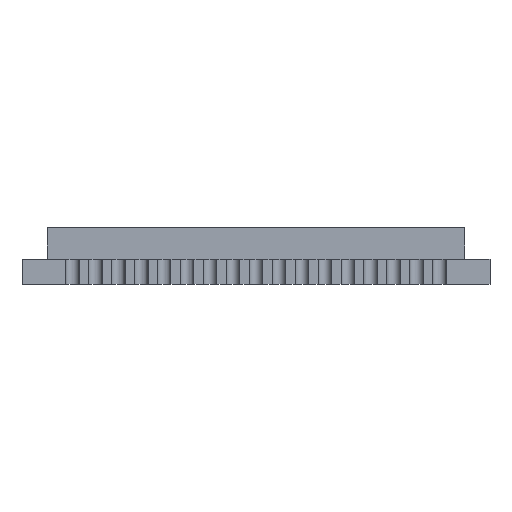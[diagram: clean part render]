
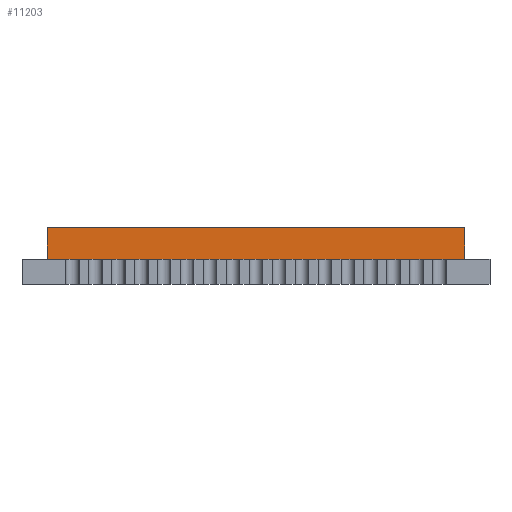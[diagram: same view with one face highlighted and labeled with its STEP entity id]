
A CAD part, front view. The second image highlights one B-rep face of the part: STEP entity #11203.
In plain terms, the highlighted planar face has unit normal (0, -1, 0).
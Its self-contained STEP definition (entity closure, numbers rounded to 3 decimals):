
#4028 = PLANE('',#4029);
#4029 = AXIS2_PLACEMENT_3D('',#4030,#4031,#4032);
#4030 = CARTESIAN_POINT('',(0.,0.065,1.2));
#4031 = DIRECTION('',(0.,0.,1.));
#4032 = DIRECTION('',(1.,0.,-0.));
#7312 = EDGE_CURVE('',#7313,#7315,#7317,.T.);
#7313 = VERTEX_POINT('',#7314);
#7314 = CARTESIAN_POINT('',(-10.,-10.,1.2));
#7315 = VERTEX_POINT('',#7316);
#7316 = CARTESIAN_POINT('',(10.,-10.,1.2));
#7317 = SURFACE_CURVE('',#7318,(#7322,#7329),.PCURVE_S1.);
#7318 = LINE('',#7319,#7320);
#7319 = CARTESIAN_POINT('',(-10.,-10.,1.2));
#7320 = VECTOR('',#7321,1.);
#7321 = DIRECTION('',(1.,0.,0.));
#7322 = PCURVE('',#4028,#7323);
#7323 = DEFINITIONAL_REPRESENTATION('',(#7324),#7328);
#7324 = LINE('',#7325,#7326);
#7325 = CARTESIAN_POINT('',(-10.,-10.065));
#7326 = VECTOR('',#7327,1.);
#7327 = DIRECTION('',(1.,0.));
#7328 = ( GEOMETRIC_REPRESENTATION_CONTEXT(2) 
PARAMETRIC_REPRESENTATION_CONTEXT() REPRESENTATION_CONTEXT('2D SPACE',''
  ) );
#7329 = PCURVE('',#7330,#7335);
#7330 = PLANE('',#7331);
#7331 = AXIS2_PLACEMENT_3D('',#7332,#7333,#7334);
#7332 = CARTESIAN_POINT('',(0.,-10.,1.95));
#7333 = DIRECTION('',(0.,-1.,0.));
#7334 = DIRECTION('',(1.,0.,0.));
#7335 = DEFINITIONAL_REPRESENTATION('',(#7336),#7340);
#7336 = LINE('',#7337,#7338);
#7337 = CARTESIAN_POINT('',(-10.,-0.75));
#7338 = VECTOR('',#7339,1.);
#7339 = DIRECTION('',(1.,0.));
#7340 = ( GEOMETRIC_REPRESENTATION_CONTEXT(2) 
PARAMETRIC_REPRESENTATION_CONTEXT() REPRESENTATION_CONTEXT('2D SPACE',''
  ) );
#7358 = PLANE('',#7359);
#7359 = AXIS2_PLACEMENT_3D('',#7360,#7361,#7362);
#7360 = CARTESIAN_POINT('',(-10.,0.,1.95));
#7361 = DIRECTION('',(-1.,0.,0.));
#7362 = DIRECTION('',(0.,-1.,0.));
#7412 = PLANE('',#7413);
#7413 = AXIS2_PLACEMENT_3D('',#7414,#7415,#7416);
#7414 = CARTESIAN_POINT('',(10.,0.,1.95));
#7415 = DIRECTION('',(1.,0.,0.));
#7416 = DIRECTION('',(-0.,1.,0.));
#11203 = ADVANCED_FACE('',(#11204),#7330,.T.);
#11204 = FACE_BOUND('',#11205,.T.);
#11205 = EDGE_LOOP('',(#11206,#11207,#11230,#11258));
#11206 = ORIENTED_EDGE('',*,*,#7312,.T.);
#11207 = ORIENTED_EDGE('',*,*,#11208,.T.);
#11208 = EDGE_CURVE('',#7315,#11209,#11211,.T.);
#11209 = VERTEX_POINT('',#11210);
#11210 = CARTESIAN_POINT('',(10.,-10.,2.7));
#11211 = SURFACE_CURVE('',#11212,(#11216,#11223),.PCURVE_S1.);
#11212 = LINE('',#11213,#11214);
#11213 = CARTESIAN_POINT('',(10.,-10.,1.2));
#11214 = VECTOR('',#11215,1.);
#11215 = DIRECTION('',(0.,0.,1.));
#11216 = PCURVE('',#7330,#11217);
#11217 = DEFINITIONAL_REPRESENTATION('',(#11218),#11222);
#11218 = LINE('',#11219,#11220);
#11219 = CARTESIAN_POINT('',(10.,-0.75));
#11220 = VECTOR('',#11221,1.);
#11221 = DIRECTION('',(0.,1.));
#11222 = ( GEOMETRIC_REPRESENTATION_CONTEXT(2) 
PARAMETRIC_REPRESENTATION_CONTEXT() REPRESENTATION_CONTEXT('2D SPACE',''
  ) );
#11223 = PCURVE('',#7412,#11224);
#11224 = DEFINITIONAL_REPRESENTATION('',(#11225),#11229);
#11225 = LINE('',#11226,#11227);
#11226 = CARTESIAN_POINT('',(-10.,-0.75));
#11227 = VECTOR('',#11228,1.);
#11228 = DIRECTION('',(0.,1.));
#11229 = ( GEOMETRIC_REPRESENTATION_CONTEXT(2) 
PARAMETRIC_REPRESENTATION_CONTEXT() REPRESENTATION_CONTEXT('2D SPACE',''
  ) );
#11230 = ORIENTED_EDGE('',*,*,#11231,.F.);
#11231 = EDGE_CURVE('',#11232,#11209,#11234,.T.);
#11232 = VERTEX_POINT('',#11233);
#11233 = CARTESIAN_POINT('',(-10.,-10.,2.7));
#11234 = SURFACE_CURVE('',#11235,(#11239,#11246),.PCURVE_S1.);
#11235 = LINE('',#11236,#11237);
#11236 = CARTESIAN_POINT('',(-10.,-10.,2.7));
#11237 = VECTOR('',#11238,1.);
#11238 = DIRECTION('',(1.,0.,0.));
#11239 = PCURVE('',#7330,#11240);
#11240 = DEFINITIONAL_REPRESENTATION('',(#11241),#11245);
#11241 = LINE('',#11242,#11243);
#11242 = CARTESIAN_POINT('',(-10.,0.75));
#11243 = VECTOR('',#11244,1.);
#11244 = DIRECTION('',(1.,0.));
#11245 = ( GEOMETRIC_REPRESENTATION_CONTEXT(2) 
PARAMETRIC_REPRESENTATION_CONTEXT() REPRESENTATION_CONTEXT('2D SPACE',''
  ) );
#11246 = PCURVE('',#11247,#11252);
#11247 = PLANE('',#11248);
#11248 = AXIS2_PLACEMENT_3D('',#11249,#11250,#11251);
#11249 = CARTESIAN_POINT('',(0.,0.,2.7));
#11250 = DIRECTION('',(0.,0.,1.));
#11251 = DIRECTION('',(1.,0.,0.));
#11252 = DEFINITIONAL_REPRESENTATION('',(#11253),#11257);
#11253 = LINE('',#11254,#11255);
#11254 = CARTESIAN_POINT('',(-10.,-10.));
#11255 = VECTOR('',#11256,1.);
#11256 = DIRECTION('',(1.,0.));
#11257 = ( GEOMETRIC_REPRESENTATION_CONTEXT(2) 
PARAMETRIC_REPRESENTATION_CONTEXT() REPRESENTATION_CONTEXT('2D SPACE',''
  ) );
#11258 = ORIENTED_EDGE('',*,*,#11259,.F.);
#11259 = EDGE_CURVE('',#7313,#11232,#11260,.T.);
#11260 = SURFACE_CURVE('',#11261,(#11265,#11272),.PCURVE_S1.);
#11261 = LINE('',#11262,#11263);
#11262 = CARTESIAN_POINT('',(-10.,-10.,1.2));
#11263 = VECTOR('',#11264,1.);
#11264 = DIRECTION('',(0.,0.,1.));
#11265 = PCURVE('',#7330,#11266);
#11266 = DEFINITIONAL_REPRESENTATION('',(#11267),#11271);
#11267 = LINE('',#11268,#11269);
#11268 = CARTESIAN_POINT('',(-10.,-0.75));
#11269 = VECTOR('',#11270,1.);
#11270 = DIRECTION('',(0.,1.));
#11271 = ( GEOMETRIC_REPRESENTATION_CONTEXT(2) 
PARAMETRIC_REPRESENTATION_CONTEXT() REPRESENTATION_CONTEXT('2D SPACE',''
  ) );
#11272 = PCURVE('',#7358,#11273);
#11273 = DEFINITIONAL_REPRESENTATION('',(#11274),#11278);
#11274 = LINE('',#11275,#11276);
#11275 = CARTESIAN_POINT('',(10.,-0.75));
#11276 = VECTOR('',#11277,1.);
#11277 = DIRECTION('',(0.,1.));
#11278 = ( GEOMETRIC_REPRESENTATION_CONTEXT(2) 
PARAMETRIC_REPRESENTATION_CONTEXT() REPRESENTATION_CONTEXT('2D SPACE',''
  ) );
